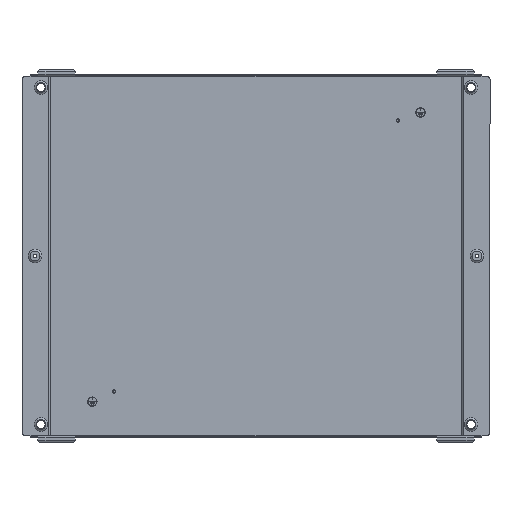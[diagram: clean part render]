
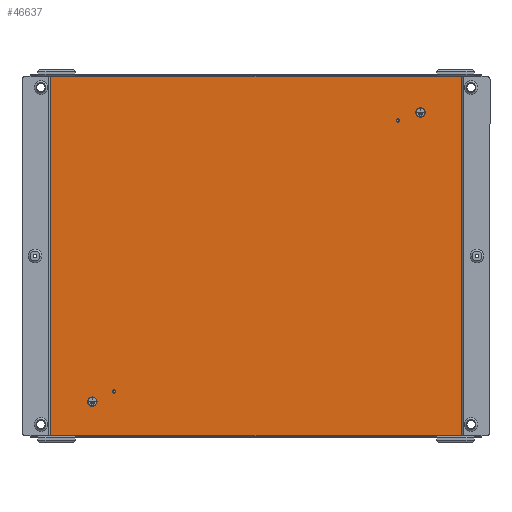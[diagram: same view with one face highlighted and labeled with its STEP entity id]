
A CAD part, front view. The second image highlights one B-rep face of the part: STEP entity #46637.
In plain terms, the highlighted planar face has unit normal (0, -1, 0).
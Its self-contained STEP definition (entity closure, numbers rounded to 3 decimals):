
#1442 = DIRECTION ( 'NONE',  ( 1., 0., 0. ) ) ;
#1702 = ORIENTED_EDGE ( 'NONE', *, *, #26049, .F. ) ;
#5177 = VERTEX_POINT ( 'NONE', #45827 ) ;
#8554 = AXIS2_PLACEMENT_3D ( 'NONE', #46479, #11834, #39148 ) ;
#10779 = CARTESIAN_POINT ( 'NONE',  ( -438.75, -1.5, -384. ) ) ;
#11834 = DIRECTION ( 'NONE',  ( 0., -1., 0. ) ) ;
#12980 = LINE ( 'NONE', #28906, #30572 ) ;
#13285 = VECTOR ( 'NONE', #1442, 1000. ) ;
#13523 = VERTEX_POINT ( 'NONE', #10779 ) ;
#17824 = CARTESIAN_POINT ( 'NONE',  ( 438.75, -1.5, 384. ) ) ;
#18597 = LINE ( 'NONE', #29723, #41840 ) ;
#25109 = CARTESIAN_POINT ( 'NONE',  ( -438.75, -1.5, -387. ) ) ;
#25879 = EDGE_CURVE ( 'NONE', #29496, #35424, #18597, .T. ) ;
#26049 = EDGE_CURVE ( 'NONE', #35424, #13523, #12980, .T. ) ;
#27734 = EDGE_LOOP ( 'NONE', ( #45008, #1702, #34683, #32977 ) ) ;
#27735 = CARTESIAN_POINT ( 'NONE',  ( -438.75, -1.5, 384. ) ) ;
#28166 = DIRECTION ( 'NONE',  ( 0., 0., 1. ) ) ;
#28906 = CARTESIAN_POINT ( 'NONE',  ( 438.75, -1.5, -384. ) ) ;
#29406 = DIRECTION ( 'NONE',  ( -1., 0., 0. ) ) ;
#29496 = VERTEX_POINT ( 'NONE', #17824 ) ;
#29720 = EDGE_CURVE ( 'NONE', #13523, #5177, #32209, .T. ) ;
#29723 = CARTESIAN_POINT ( 'NONE',  ( 438.75, -1.5, 387. ) ) ;
#30218 = DIRECTION ( 'NONE',  ( 0., 0., -1. ) ) ;
#30572 = VECTOR ( 'NONE', #29406, 1000. ) ;
#31056 = PLANE ( 'NONE',  #8554 ) ;
#32209 = LINE ( 'NONE', #25109, #38794 ) ;
#32977 = ORIENTED_EDGE ( 'NONE', *, *, #36636, .F. ) ;
#34683 = ORIENTED_EDGE ( 'NONE', *, *, #25879, .F. ) ;
#35424 = VERTEX_POINT ( 'NONE', #47200 ) ;
#36636 = EDGE_CURVE ( 'NONE', #5177, #29496, #49511, .T. ) ;
#38794 = VECTOR ( 'NONE', #28166, 1000. ) ;
#39148 = DIRECTION ( 'NONE',  ( 0., 0., -1. ) ) ;
#39407 = FACE_OUTER_BOUND ( 'NONE', #27734, .T. ) ;
#41840 = VECTOR ( 'NONE', #30218, 1000. ) ;
#45008 = ORIENTED_EDGE ( 'NONE', *, *, #29720, .F. ) ;
#45827 = CARTESIAN_POINT ( 'NONE',  ( -438.75, -1.5, 384. ) ) ;
#46479 = CARTESIAN_POINT ( 'NONE',  ( 0., -1.5, 0. ) ) ;
#46637 = ADVANCED_FACE ( 'NONE', ( #39407 ), #31056, .T. ) ;
#47200 = CARTESIAN_POINT ( 'NONE',  ( 438.75, -1.5, -384. ) ) ;
#49511 = LINE ( 'NONE', #27735, #13285 ) ;
